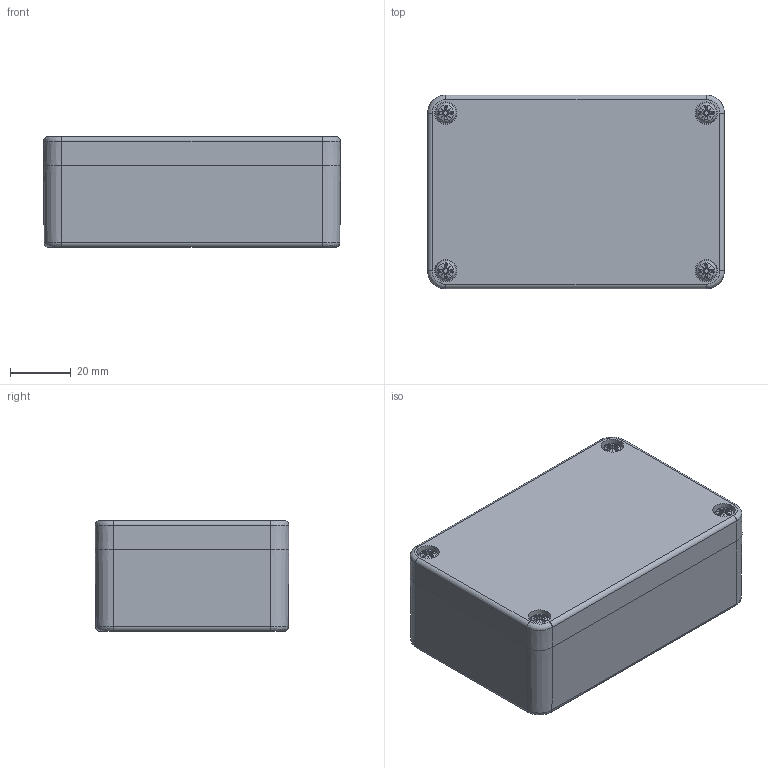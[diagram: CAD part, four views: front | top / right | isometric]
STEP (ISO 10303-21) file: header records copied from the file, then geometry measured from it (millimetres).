
FILE_DESCRIPTION (( 'STEP AP214' ), '1' );
FILE_NAME ('BB090603W.STEP', '2019-07-09T13:00:42', ( '' ), ( '' ), 'SwSTEP 2.0', 'SolidWorks 2018', '' );
FILE_SCHEMA (( 'AUTOMOTIVE_DESIGN' ));
Length unit declared in the file: inch
Products named in the file (1): BB090603W
Bounding box: 98 x 64 x 36.5 mm (x, y, z)
Volume: 88592.1 mm3; surface area: 58181.6 mm2
Topology: 11 solids, 11 shells, 1532 faces, 3723 edges, 2269 vertices
Faces by surface type: plane 585, cone 345, cylinder 332, bspline 270
Full cylindrical faces by diameter (mm): 3.242 x4, 3.3 x4, 4 x4, 4.4 x4, 4.5 x6, 4.8 x4, 5.1 x4, 6.8 x4, 7 x4, 7.4 x4, 7.5 x4
Entity records: 85822 total; most frequent: CARTESIAN_POINT 33143, ORIENTED_EDGE 7216, DIRECTION 6046, EDGE_CURVE 3608, AXIS2_PLACEMENT_3D 2435, VERTEX_POINT 2244, EDGE_LOOP 1708, FACE_OUTER_BOUND 1586
